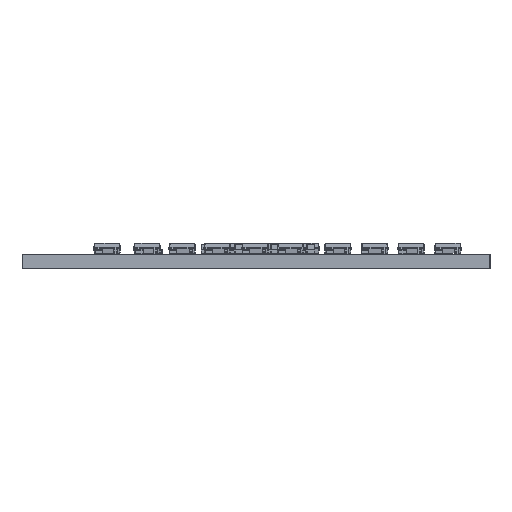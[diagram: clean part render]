
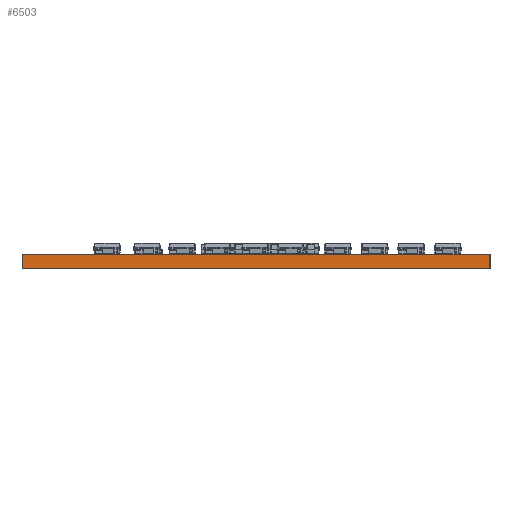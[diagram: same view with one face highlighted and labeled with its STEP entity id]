
A CAD part, left-side view. The second image highlights one B-rep face of the part: STEP entity #6503.
In plain terms, the highlighted planar face has unit normal (-1, 0, 0).
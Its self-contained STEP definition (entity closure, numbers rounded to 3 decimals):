
#6447 = VERTEX_POINT('',#6448);
#6448 = CARTESIAN_POINT('',(-41.,-26.,1.6));
#6454 = EDGE_CURVE('',#6455,#6447,#6457,.T.);
#6455 = VERTEX_POINT('',#6456);
#6456 = CARTESIAN_POINT('',(-41.,-26.,0.));
#6457 = LINE('',#6458,#6459);
#6458 = CARTESIAN_POINT('',(-41.,-26.,0.));
#6459 = VECTOR('',#6460,1.);
#6460 = DIRECTION('',(0.,0.,1.));
#6503 = ADVANCED_FACE('',(#6504),#6529,.T.);
#6504 = FACE_BOUND('',#6505,.T.);
#6505 = EDGE_LOOP('',(#6506,#6507,#6515,#6523));
#6506 = ORIENTED_EDGE('',*,*,#6454,.T.);
#6507 = ORIENTED_EDGE('',*,*,#6508,.T.);
#6508 = EDGE_CURVE('',#6447,#6509,#6511,.T.);
#6509 = VERTEX_POINT('',#6510);
#6510 = CARTESIAN_POINT('',(-41.,26.,1.6));
#6511 = LINE('',#6512,#6513);
#6512 = CARTESIAN_POINT('',(-41.,-26.,1.6));
#6513 = VECTOR('',#6514,1.);
#6514 = DIRECTION('',(0.,1.,0.));
#6515 = ORIENTED_EDGE('',*,*,#6516,.F.);
#6516 = EDGE_CURVE('',#6517,#6509,#6519,.T.);
#6517 = VERTEX_POINT('',#6518);
#6518 = CARTESIAN_POINT('',(-41.,26.,0.));
#6519 = LINE('',#6520,#6521);
#6520 = CARTESIAN_POINT('',(-41.,26.,0.));
#6521 = VECTOR('',#6522,1.);
#6522 = DIRECTION('',(0.,0.,1.));
#6523 = ORIENTED_EDGE('',*,*,#6524,.F.);
#6524 = EDGE_CURVE('',#6455,#6517,#6525,.T.);
#6525 = LINE('',#6526,#6527);
#6526 = CARTESIAN_POINT('',(-41.,-26.,0.));
#6527 = VECTOR('',#6528,1.);
#6528 = DIRECTION('',(0.,1.,0.));
#6529 = PLANE('',#6530);
#6530 = AXIS2_PLACEMENT_3D('',#6531,#6532,#6533);
#6531 = CARTESIAN_POINT('',(-41.,-26.,0.));
#6532 = DIRECTION('',(-1.,0.,0.));
#6533 = DIRECTION('',(0.,1.,0.));
